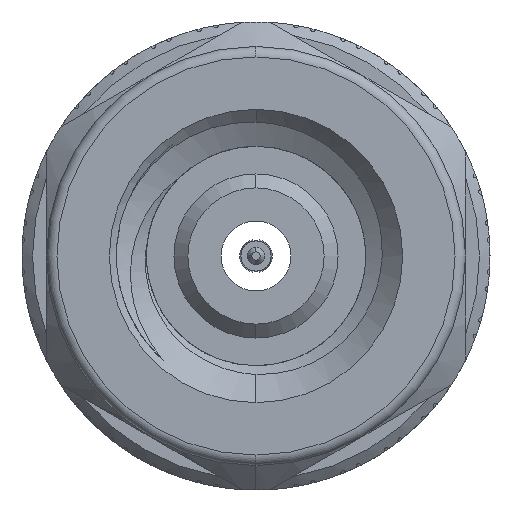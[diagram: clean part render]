
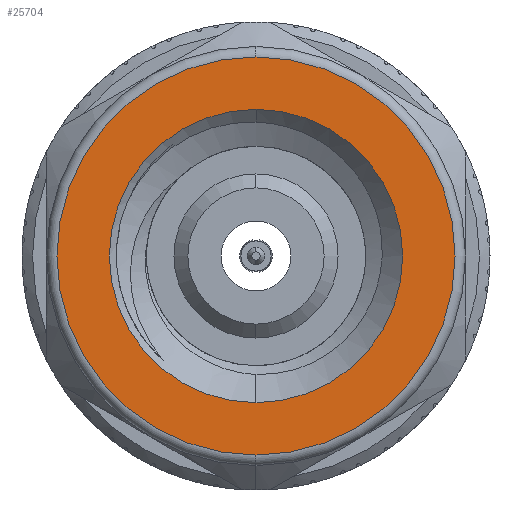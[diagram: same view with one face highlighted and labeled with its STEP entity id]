
A CAD part, left-side view. The second image highlights one B-rep face of the part: STEP entity #25704.
In plain terms, the highlighted planar face has unit normal (-1, 0, 0).
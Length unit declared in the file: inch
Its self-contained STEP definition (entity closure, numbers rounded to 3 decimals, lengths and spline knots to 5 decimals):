
#2723 = EDGE_LOOP ( 'NONE', ( #4364, #4866 ) ) ;
#3032 = CARTESIAN_POINT ( 'NONE',  ( -0.59214, 0., 0. ) ) ;
#3214 = CARTESIAN_POINT ( 'NONE',  ( -0.59214, 0., 0. ) ) ;
#3982 = VERTEX_POINT ( 'NONE', #18033 ) ;
#4364 = ORIENTED_EDGE ( 'NONE', *, *, #7094, .F. ) ;
#4847 = AXIS2_PLACEMENT_3D ( 'NONE', #26471, #29422, #26632 ) ;
#4866 = ORIENTED_EDGE ( 'NONE', *, *, #11861, .F. ) ;
#4876 = CARTESIAN_POINT ( 'NONE',  ( -0.59214, 0., -0.1122 ) ) ;
#5287 = EDGE_LOOP ( 'NONE', ( #6196, #21183 ) ) ;
#5759 = CIRCLE ( 'NONE', #18241, 0.1122 ) ;
#6196 = ORIENTED_EDGE ( 'NONE', *, *, #29082, .T. ) ;
#6802 = VERTEX_POINT ( 'NONE', #27218 ) ;
#7094 = EDGE_CURVE ( 'NONE', #16315, #3982, #20403, .T. ) ;
#7752 = AXIS2_PLACEMENT_3D ( 'NONE', #3214, #7816, #28184 ) ;
#7816 = DIRECTION ( 'NONE',  ( -1., 0., 0. ) ) ;
#8754 = VERTEX_POINT ( 'NONE', #4876 ) ;
#8951 = AXIS2_PLACEMENT_3D ( 'NONE', #9058, #13938, #26485 ) ;
#9058 = CARTESIAN_POINT ( 'NONE',  ( -0.59214, 0., 0. ) ) ;
#9167 = PLANE ( 'NONE',  #20321 ) ;
#11134 = CIRCLE ( 'NONE', #4847, 0.08268 ) ;
#11861 = EDGE_CURVE ( 'NONE', #3982, #16315, #11134, .T. ) ;
#11949 = CARTESIAN_POINT ( 'NONE',  ( -0.59214, 0., 0.08268 ) ) ;
#12967 = CIRCLE ( 'NONE', #7752, 0.1122 ) ;
#13938 = DIRECTION ( 'NONE',  ( -1., 0., 0. ) ) ;
#15621 = DIRECTION ( 'NONE',  ( -1., 0., 0. ) ) ;
#16315 = VERTEX_POINT ( 'NONE', #11949 ) ;
#17130 = FACE_OUTER_BOUND ( 'NONE', #5287, .T. ) ;
#18033 = CARTESIAN_POINT ( 'NONE',  ( -0.59214, 0., -0.08268 ) ) ;
#18241 = AXIS2_PLACEMENT_3D ( 'NONE', #3032, #15621, #25558 ) ;
#20321 = AXIS2_PLACEMENT_3D ( 'NONE', #28904, #31517, #24304 ) ;
#20403 = CIRCLE ( 'NONE', #8951, 0.08268 ) ;
#21183 = ORIENTED_EDGE ( 'NONE', *, *, #26263, .T. ) ;
#24304 = DIRECTION ( 'NONE',  ( 0., 0., 1. ) ) ;
#25558 = DIRECTION ( 'NONE',  ( 0., 0., 1. ) ) ;
#25704 = ADVANCED_FACE ( 'NONE', ( #29214, #17130 ), #9167, .T. ) ;
#26263 = EDGE_CURVE ( 'NONE', #8754, #6802, #5759, .T. ) ;
#26471 = CARTESIAN_POINT ( 'NONE',  ( -0.59214, 0., 0. ) ) ;
#26485 = DIRECTION ( 'NONE',  ( 0., 0., 1. ) ) ;
#26632 = DIRECTION ( 'NONE',  ( 0., 0., 1. ) ) ;
#27218 = CARTESIAN_POINT ( 'NONE',  ( -0.59214, 0., 0.1122 ) ) ;
#28184 = DIRECTION ( 'NONE',  ( 0., 0., 1. ) ) ;
#28904 = CARTESIAN_POINT ( 'NONE',  ( -0.59214, -0.08268, 0. ) ) ;
#29082 = EDGE_CURVE ( 'NONE', #6802, #8754, #12967, .T. ) ;
#29214 = FACE_BOUND ( 'NONE', #2723, .T. ) ;
#29422 = DIRECTION ( 'NONE',  ( -1., 0., 0. ) ) ;
#31517 = DIRECTION ( 'NONE',  ( -1., 0., 0. ) ) ;
